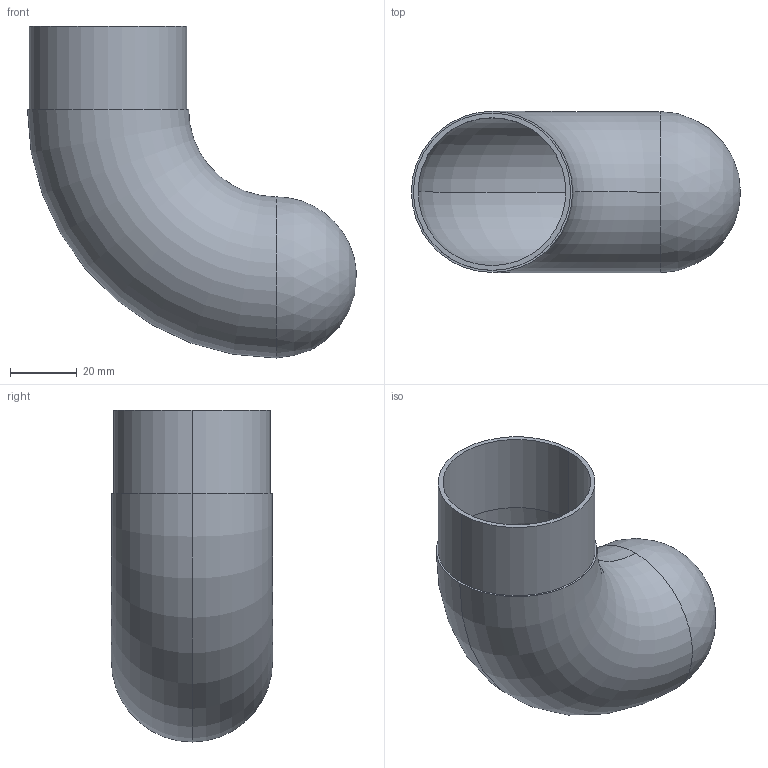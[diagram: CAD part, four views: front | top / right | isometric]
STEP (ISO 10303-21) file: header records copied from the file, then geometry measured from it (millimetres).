
FILE_DESCRIPTION (( 'STEP AP203' ), '1' );
FILE_NAME ('3D_GR1214_48.3x2_188701410.STEP', '2024-10-08T07:11:20', ( '' ), ( '' ), 'SwSTEP 2.0', 'SolidWorks 2024', '' );
FILE_SCHEMA (( 'CONFIG_CONTROL_DESIGN' ));
Length unit declared in the file: millimetre
Products named in the file (1): 3D_GR1214_48.3x2_188701410
Bounding box: 98.65 x 48.3 x 99.5 mm (x, y, z)
Volume: 34771.8 mm3; surface area: 37224.7 mm2
Topology: 1 solids, 1 shells, 12 faces, 26 edges, 16 vertices
Faces by surface type: torus 4, cylinder 4, plane 2, sphere 2
Entity records: 385 total; most frequent: DIRECTION 66, CARTESIAN_POINT 49, ORIENTED_EDGE 44, AXIS2_PLACEMENT_3D 31, EDGE_CURVE 22, CIRCLE 18, VERTEX_POINT 14, EDGE_LOOP 14
